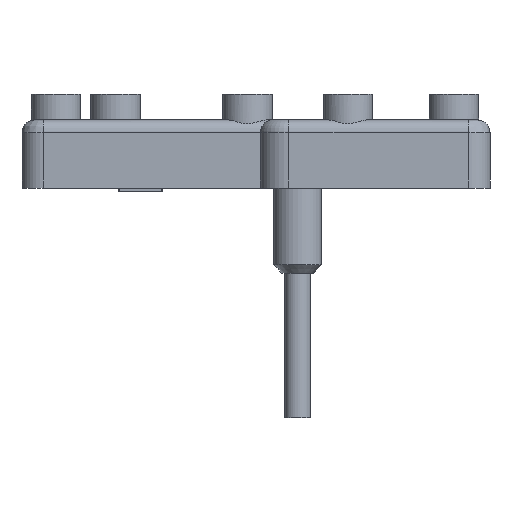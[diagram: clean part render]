
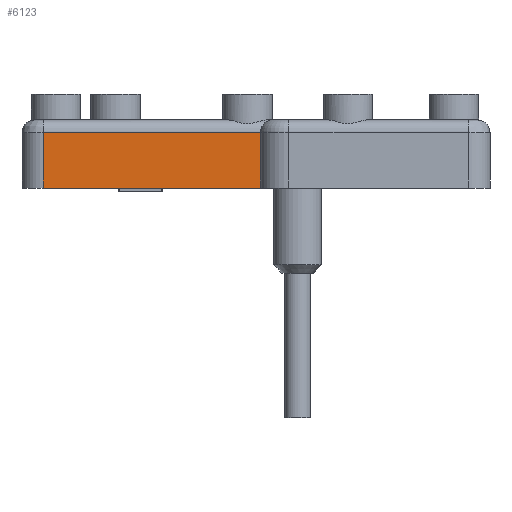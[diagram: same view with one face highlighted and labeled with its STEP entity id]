
A CAD part, left-side view. The second image highlights one B-rep face of the part: STEP entity #6123.
In plain terms, the highlighted planar face has unit normal (-1, 0, 0).
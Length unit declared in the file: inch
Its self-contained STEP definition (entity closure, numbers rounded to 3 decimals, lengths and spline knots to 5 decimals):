
#2547=CARTESIAN_POINT('',(-0.9498,0.50197,-0.07874));
#2548=VERTEX_POINT('',#2547);
#2869=CARTESIAN_POINT('',(-0.9498,-0.10728,-0.07874));
#2870=VERTEX_POINT('',#2869);
#2878=CARTESIAN_POINT('',(-0.9498,-0.10728,-0.07874));
#2879=DIRECTION('',(0.0,1.0,0.0));
#2880=VECTOR('',#2879,0.60925);
#2881=LINE('',#2878,#2880);
#2882=EDGE_CURVE('',#2870,#2548,#2881,.T.);
#4176=CARTESIAN_POINT('',(-0.9498,0.50197,0.04921));
#4177=VERTEX_POINT('',#4176);
#4321=CARTESIAN_POINT('',(-0.9498,-0.10728,0.04921));
#4322=VERTEX_POINT('',#4321);
#4323=CARTESIAN_POINT('',(-0.9498,0.50197,0.04921));
#4324=DIRECTION('',(0.0,-1.0,0.0));
#4325=VECTOR('',#4324,0.60925);
#4326=LINE('',#4323,#4325);
#4327=EDGE_CURVE('',#4177,#4322,#4326,.T.);
#6072=CARTESIAN_POINT('',(-0.9498,-0.10728,0.04921));
#6073=DIRECTION('',(0.0,0.0,-1.0));
#6074=VECTOR('',#6073,0.12795);
#6075=LINE('',#6072,#6074);
#6076=EDGE_CURVE('',#4322,#2870,#6075,.T.);
#6107=CARTESIAN_POINT('',(-0.9498,0.,0.0));
#6108=DIRECTION('',(-1.0,0.0,0.0));
#6109=DIRECTION('',(0.0,0.0,1.0));
#6110=AXIS2_PLACEMENT_3D('',#6107,#6108,#6109);
#6111=PLANE('',#6110);
#6112=ORIENTED_EDGE('',*,*,#4327,.F.);
#6113=CARTESIAN_POINT('',(-0.9498,0.50197,-0.07874));
#6114=DIRECTION('',(0.0,0.0,1.0));
#6115=VECTOR('',#6114,0.12795);
#6116=LINE('',#6113,#6115);
#6117=EDGE_CURVE('',#2548,#4177,#6116,.T.);
#6118=ORIENTED_EDGE('',*,*,#6117,.F.);
#6119=ORIENTED_EDGE('',*,*,#2882,.F.);
#6120=ORIENTED_EDGE('',*,*,#6076,.F.);
#6121=EDGE_LOOP('',(#6112,#6118,#6119,#6120));
#6122=FACE_OUTER_BOUND('',#6121,.T.);
#6123=ADVANCED_FACE('',(#6122),#6111,.T.);
